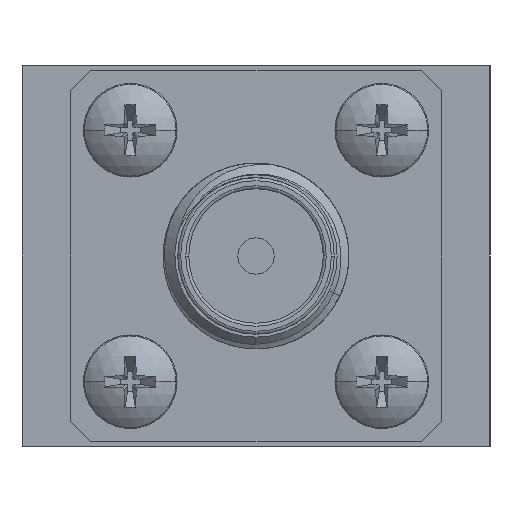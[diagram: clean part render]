
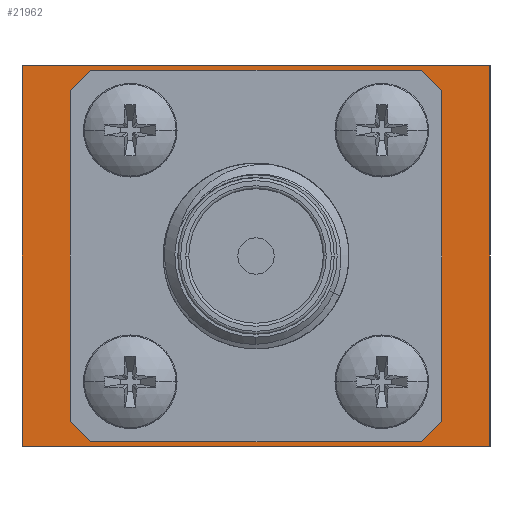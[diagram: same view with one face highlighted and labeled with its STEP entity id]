
A CAD part, left-side view. The second image highlights one B-rep face of the part: STEP entity #21962.
In plain terms, the highlighted planar face has unit normal (-1, 0, 0).
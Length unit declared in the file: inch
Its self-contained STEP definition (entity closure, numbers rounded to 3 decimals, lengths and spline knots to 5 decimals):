
#241 = VECTOR ( 'NONE', #18298, 39.37008 ) ;
#244 = DIRECTION ( 'NONE',  ( 0., 1., 0. ) ) ;
#746 = CARTESIAN_POINT ( 'NONE',  ( -0.7874, -0.31496, -0.25591 ) ) ;
#922 = CARTESIAN_POINT ( 'NONE',  ( -0.7874, 0.31496, -0.25591 ) ) ;
#2231 = VECTOR ( 'NONE', #244, 39.37008 ) ;
#2795 = DIRECTION ( 'NONE',  ( 0., 1., 0. ) ) ;
#3263 = CARTESIAN_POINT ( 'NONE',  ( -0.7874, 0.31496, 0.25591 ) ) ;
#3811 = CARTESIAN_POINT ( 'NONE',  ( -0.7874, -0.31496, -0.25591 ) ) ;
#3996 = LINE ( 'NONE', #746, #241 ) ;
#4641 = ORIENTED_EDGE ( 'NONE', *, *, #10132, .F. ) ;
#5422 = PLANE ( 'NONE',  #19353 ) ;
#6418 = ORIENTED_EDGE ( 'NONE', *, *, #9160, .F. ) ;
#6895 = DIRECTION ( 'NONE',  ( -1., 0., 0. ) ) ;
#7865 = VERTEX_POINT ( 'NONE', #3263 ) ;
#8826 = DIRECTION ( 'NONE',  ( 0., 0., 1. ) ) ;
#9160 = EDGE_CURVE ( 'NONE', #14404, #17821, #16044, .T. ) ;
#10132 = EDGE_CURVE ( 'NONE', #17821, #7865, #22048, .T. ) ;
#10451 = CARTESIAN_POINT ( 'NONE',  ( -0.7874, -0.31496, -0.25591 ) ) ;
#10903 = VECTOR ( 'NONE', #2795, 39.37008 ) ;
#11030 = CARTESIAN_POINT ( 'NONE',  ( -0.7874, 0.31496, -0.25591 ) ) ;
#11569 = CARTESIAN_POINT ( 'NONE',  ( -0.7874, -0.31496, 0.25591 ) ) ;
#12837 = CARTESIAN_POINT ( 'NONE',  ( -0.7874, -0.31496, -0.25591 ) ) ;
#14404 = VERTEX_POINT ( 'NONE', #12837 ) ;
#15767 = VECTOR ( 'NONE', #16374, 39.37008 ) ;
#16044 = LINE ( 'NONE', #3811, #2231 ) ;
#16374 = DIRECTION ( 'NONE',  ( 0., 0., 1. ) ) ;
#17064 = VERTEX_POINT ( 'NONE', #22800 ) ;
#17293 = FACE_OUTER_BOUND ( 'NONE', #21777, .T. ) ;
#17821 = VERTEX_POINT ( 'NONE', #922 ) ;
#18298 = DIRECTION ( 'NONE',  ( 0., 0., 1. ) ) ;
#18893 = ORIENTED_EDGE ( 'NONE', *, *, #20772, .T. ) ;
#19353 = AXIS2_PLACEMENT_3D ( 'NONE', #10451, #6895, #8826 ) ;
#20628 = LINE ( 'NONE', #11569, #10903 ) ;
#20772 = EDGE_CURVE ( 'NONE', #17064, #7865, #20628, .T. ) ;
#20774 = ORIENTED_EDGE ( 'NONE', *, *, #22095, .T. ) ;
#21777 = EDGE_LOOP ( 'NONE', ( #18893, #4641, #6418, #20774 ) ) ;
#21962 = ADVANCED_FACE ( 'NONE', ( #17293 ), #5422, .T. ) ;
#22048 = LINE ( 'NONE', #11030, #15767 ) ;
#22095 = EDGE_CURVE ( 'NONE', #14404, #17064, #3996, .T. ) ;
#22800 = CARTESIAN_POINT ( 'NONE',  ( -0.7874, -0.31496, 0.25591 ) ) ;
